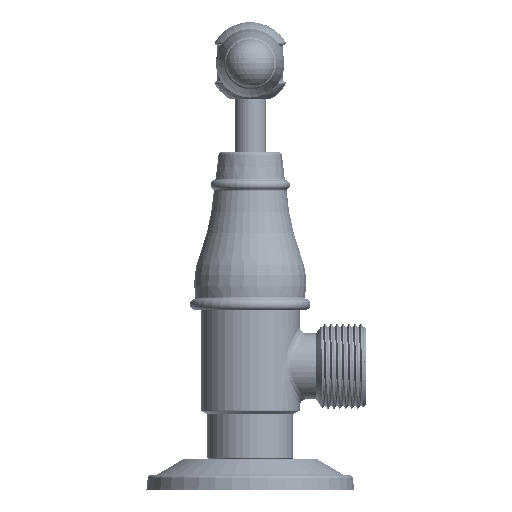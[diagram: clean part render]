
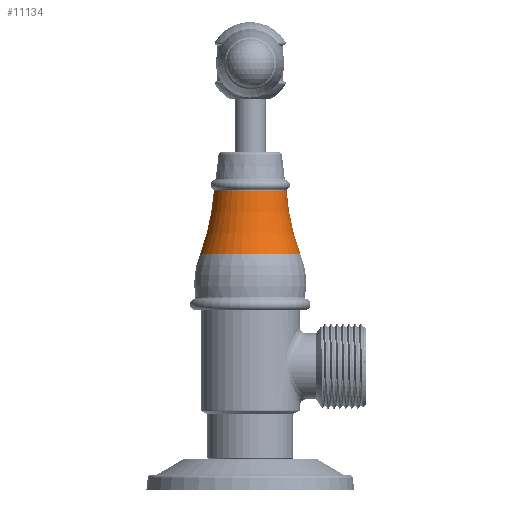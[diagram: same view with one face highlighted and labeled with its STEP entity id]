
A CAD part, left-side view. The second image highlights one B-rep face of the part: STEP entity #11134.
In plain terms, the highlighted toroidal (fillet/blend) face has major radius 80.84 mm and minor radius 70 mm.
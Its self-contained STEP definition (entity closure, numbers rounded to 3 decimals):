
#783 = ORIENTED_EDGE ( 'NONE', *, *, #15823, .F. ) ;
#1185 = DIRECTION ( 'NONE',  ( 0., -1., 0. ) ) ;
#3017 = CARTESIAN_POINT ( 'NONE',  ( 0., 41.319, 80.84 ) ) ;
#3993 = CARTESIAN_POINT ( 'NONE',  ( 0., 41.319, -80.84 ) ) ;
#4414 = DIRECTION ( 'NONE',  ( 1., 0., 0. ) ) ;
#4687 = DIRECTION ( 'NONE',  ( 0., 0., -1. ) ) ;
#6332 = VERTEX_POINT ( 'NONE', #25818 ) ;
#8484 = VERTEX_POINT ( 'NONE', #17533 ) ;
#9136 = DIRECTION ( 'NONE',  ( 0., 0., -1. ) ) ;
#9423 = FACE_OUTER_BOUND ( 'NONE', #43411, .T. ) ;
#9636 = CARTESIAN_POINT ( 'NONE',  ( 0., 17., 15.2 ) ) ;
#11134 = ADVANCED_FACE ( 'NONE', ( #9423 ), #37825, .F. ) ;
#11148 = CIRCLE ( 'NONE', #45428, 11.024 ) ;
#12811 = CARTESIAN_POINT ( 'NONE',  ( 0., 41.319, 0. ) ) ;
#13405 = EDGE_CURVE ( 'NONE', #22609, #37285, #42143, .T. ) ;
#15823 = EDGE_CURVE ( 'NONE', #22609, #8484, #30478, .T. ) ;
#15914 = CARTESIAN_POINT ( 'NONE',  ( 0., 17., 0. ) ) ;
#17533 = CARTESIAN_POINT ( 'NONE',  ( 0., 17., -15.2 ) ) ;
#17818 = CARTESIAN_POINT ( 'NONE',  ( 0., 36.245, 0. ) ) ;
#20156 = ORIENTED_EDGE ( 'NONE', *, *, #13405, .T. ) ;
#22609 = VERTEX_POINT ( 'NONE', #9636 ) ;
#25818 = CARTESIAN_POINT ( 'NONE',  ( 0., 36.245, -11.024 ) ) ;
#28739 = EDGE_CURVE ( 'NONE', #37285, #6332, #11148, .T. ) ;
#29408 = DIRECTION ( 'NONE',  ( 0., 0., 1. ) ) ;
#30322 = DIRECTION ( 'NONE',  ( 0., -1., 0. ) ) ;
#30478 = CIRCLE ( 'NONE', #34984, 15.2 ) ;
#31168 = CARTESIAN_POINT ( 'NONE',  ( 0., 36.245, 11.024 ) ) ;
#32228 = AXIS2_PLACEMENT_3D ( 'NONE', #3017, #4414, #4687 ) ;
#34984 = AXIS2_PLACEMENT_3D ( 'NONE', #15914, #37937, #45596 ) ;
#36137 = EDGE_CURVE ( 'NONE', #8484, #6332, #47658, .T. ) ;
#37285 = VERTEX_POINT ( 'NONE', #31168 ) ;
#37825 = TOROIDAL_SURFACE ( 'NONE', #42345, 80.84, 70. ) ;
#37937 = DIRECTION ( 'NONE',  ( 0., -1., 0. ) ) ;
#38968 = DIRECTION ( 'NONE',  ( -1., 0., 0. ) ) ;
#42143 = CIRCLE ( 'NONE', #32228, 70. ) ;
#42345 = AXIS2_PLACEMENT_3D ( 'NONE', #12811, #30322, #9136 ) ;
#43013 = ORIENTED_EDGE ( 'NONE', *, *, #36137, .F. ) ;
#43411 = EDGE_LOOP ( 'NONE', ( #783, #20156, #49442, #43013 ) ) ;
#45428 = AXIS2_PLACEMENT_3D ( 'NONE', #17818, #1185, #52904 ) ;
#45596 = DIRECTION ( 'NONE',  ( 0., 0., -1. ) ) ;
#47658 = CIRCLE ( 'NONE', #51247, 70. ) ;
#49442 = ORIENTED_EDGE ( 'NONE', *, *, #28739, .T. ) ;
#51247 = AXIS2_PLACEMENT_3D ( 'NONE', #3993, #38968, #29408 ) ;
#52904 = DIRECTION ( 'NONE',  ( 0., 0., 1. ) ) ;
